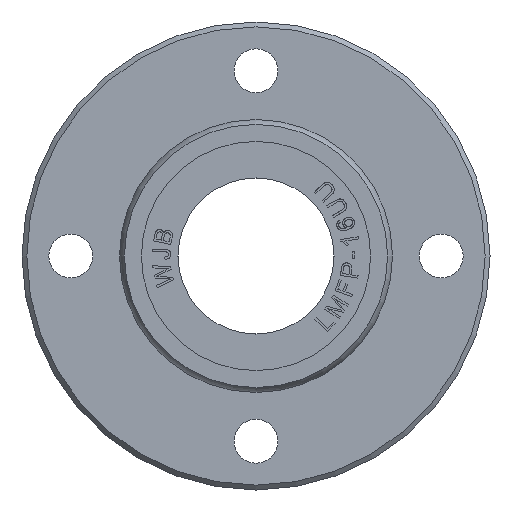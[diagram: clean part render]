
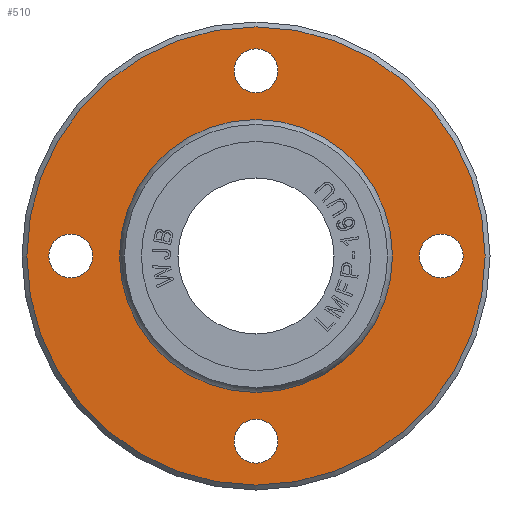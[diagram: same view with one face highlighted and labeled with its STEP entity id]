
A CAD part, left-side view. The second image highlights one B-rep face of the part: STEP entity #510.
In plain terms, the highlighted planar face has unit normal (-1, 0, 0).
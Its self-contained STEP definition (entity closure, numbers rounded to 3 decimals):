
#510=ADVANCED_FACE('',(#1217,#1218,#1219,#1220,#1221,#1222),#867,.T.);
#867=PLANE('',#6476);
#1116=CIRCLE('',#6467,23.5);
#1118=CIRCLE('',#6471,13.773);
#1119=CIRCLE('',#6472,2.25);
#1120=CIRCLE('',#6473,2.25);
#1121=CIRCLE('',#6474,2.25);
#1122=CIRCLE('',#6475,2.25);
#1217=FACE_BOUND('',#1342,.T.);
#1218=FACE_BOUND('',#1343,.T.);
#1219=FACE_BOUND('',#1344,.T.);
#1220=FACE_BOUND('',#1345,.T.);
#1221=FACE_BOUND('',#1346,.T.);
#1222=FACE_BOUND('',#1347,.T.);
#1342=EDGE_LOOP('',(#2427));
#1343=EDGE_LOOP('',(#2428));
#1344=EDGE_LOOP('',(#2429));
#1345=EDGE_LOOP('',(#2430));
#1346=EDGE_LOOP('',(#2431));
#1347=EDGE_LOOP('',(#2432));
#2427=ORIENTED_EDGE('',*,*,#4782,.F.);
#2428=ORIENTED_EDGE('',*,*,#4784,.F.);
#2429=ORIENTED_EDGE('',*,*,#4785,.T.);
#2430=ORIENTED_EDGE('',*,*,#4786,.T.);
#2431=ORIENTED_EDGE('',*,*,#4787,.T.);
#2432=ORIENTED_EDGE('',*,*,#4788,.T.);
#4184=VERTEX_POINT('',#9526);
#4186=VERTEX_POINT('',#9532);
#4187=VERTEX_POINT('',#9534);
#4188=VERTEX_POINT('',#9536);
#4189=VERTEX_POINT('',#9538);
#4190=VERTEX_POINT('',#9540);
#4782=EDGE_CURVE('',#4184,#4184,#1116,.T.);
#4784=EDGE_CURVE('',#4186,#4186,#1118,.T.);
#4785=EDGE_CURVE('',#4187,#4187,#1119,.T.);
#4786=EDGE_CURVE('',#4188,#4188,#1120,.T.);
#4787=EDGE_CURVE('',#4189,#4189,#1121,.T.);
#4788=EDGE_CURVE('',#4190,#4190,#1122,.T.);
#6467=AXIS2_PLACEMENT_3D('',#9525,#7004,#7005);
#6471=AXIS2_PLACEMENT_3D('',#9531,#7012,#7013);
#6472=AXIS2_PLACEMENT_3D('',#9533,#7014,#7015);
#6473=AXIS2_PLACEMENT_3D('',#9535,#7016,#7017);
#6474=AXIS2_PLACEMENT_3D('',#9537,#7018,#7019);
#6475=AXIS2_PLACEMENT_3D('',#9539,#7020,#7021);
#6476=AXIS2_PLACEMENT_3D('',#9541,#7022,#7023);
#7004=DIRECTION('',(1.,0.,0.));
#7005=DIRECTION('',(0.,0.,-1.));
#7012=DIRECTION('',(-1.,0.,0.));
#7013=DIRECTION('',(0.,0.,1.));
#7014=DIRECTION('',(1.,0.,0.));
#7015=DIRECTION('',(0.,1.,0.));
#7016=DIRECTION('',(1.,0.,0.));
#7017=DIRECTION('',(0.,1.,0.));
#7018=DIRECTION('',(1.,0.,0.));
#7019=DIRECTION('',(0.,1.,0.));
#7020=DIRECTION('',(1.,0.,0.));
#7021=DIRECTION('',(0.,1.,0.));
#7022=DIRECTION('',(-1.,0.,0.));
#7023=DIRECTION('',(0.,0.,1.));
#9525=CARTESIAN_POINT('',(6.,0.,0.));
#9526=CARTESIAN_POINT('',(6.,0.,23.5));
#9531=CARTESIAN_POINT('',(6.,0.,0.));
#9532=CARTESIAN_POINT('',(6.,0.,13.773));
#9533=CARTESIAN_POINT('',(6.,19.,0.));
#9534=CARTESIAN_POINT('',(6.,16.75,0.));
#9535=CARTESIAN_POINT('',(6.,-19.,0.));
#9536=CARTESIAN_POINT('',(6.,-21.25,0.));
#9537=CARTESIAN_POINT('',(6.,0.,19.));
#9538=CARTESIAN_POINT('',(6.,-2.25,19.));
#9539=CARTESIAN_POINT('',(6.,0.,-19.));
#9540=CARTESIAN_POINT('',(6.,-2.25,-19.));
#9541=CARTESIAN_POINT('',(6.,0.,18.887));
